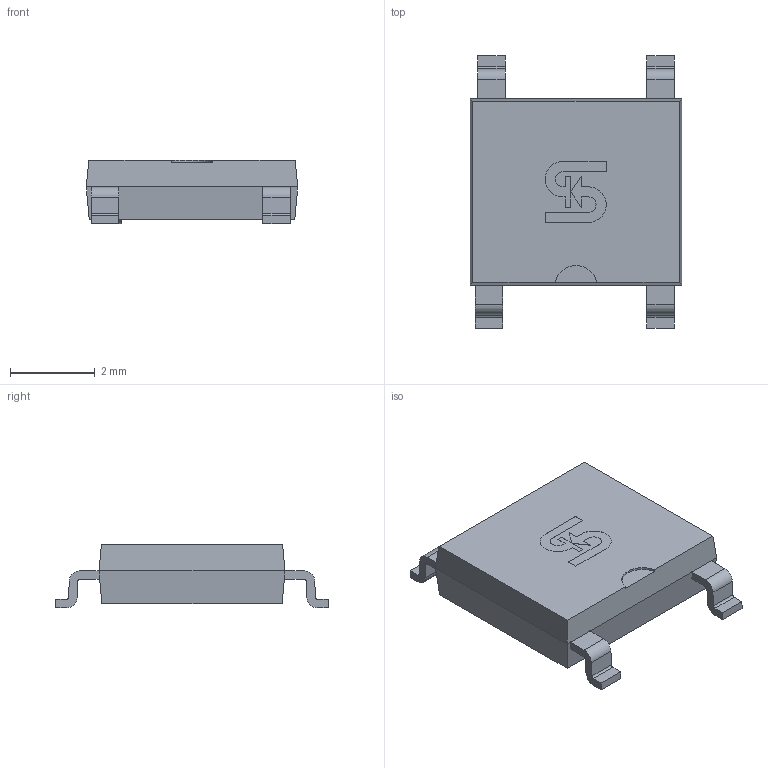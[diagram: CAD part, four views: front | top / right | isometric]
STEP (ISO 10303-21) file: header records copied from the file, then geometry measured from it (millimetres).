
FILE_DESCRIPTION(/* description */ (''),/* implementation_level */ '2;1');
FILE_NAME(/* name */ 'ABS Outline Structure.stp',/* time_stamp */ '2020-04-24T08:31:14+08:00',/* author */ ('he.song'),/* organization */ (''),/* preprocessor_version */ 'ST-DEVELOPER v16.13',/* originating_system */ 'Autodesk Inventor 2018',/* authorisation */ '');
FILE_SCHEMA (('AUTOMOTIVE_DESIGN { 1 0 10303 214 3 1 1 }'));
Length unit declared in the file: millimetre
Products named in the file (5): ABS-20190924; ABS 45MIL LF-1; ABS 45MIL LF-2; ABS Body; 印字
Assembly tree (4 placements, depth 2):
  ABS-20190924
    ABS 45MIL LF-1
    ABS 45MIL LF-2
    ABS Body
    印字
Bounding box: 5 x 6.45 x 1.5 mm (x, y, z)
Volume: 30.8 mm3; surface area: 82.5 mm2
Topology: 7 solids, 7 shells, 96 faces, 241 edges, 158 vertices
Faces by surface type: plane 75, cylinder 21
Entity records: 3040 total; most frequent: CARTESIAN_POINT 505, DIRECTION 497, ORIENTED_EDGE 484, EDGE_CURVE 241, LINE 197, VECTOR 197, VERTEX_POINT 158, AXIS2_PLACEMENT_3D 150
